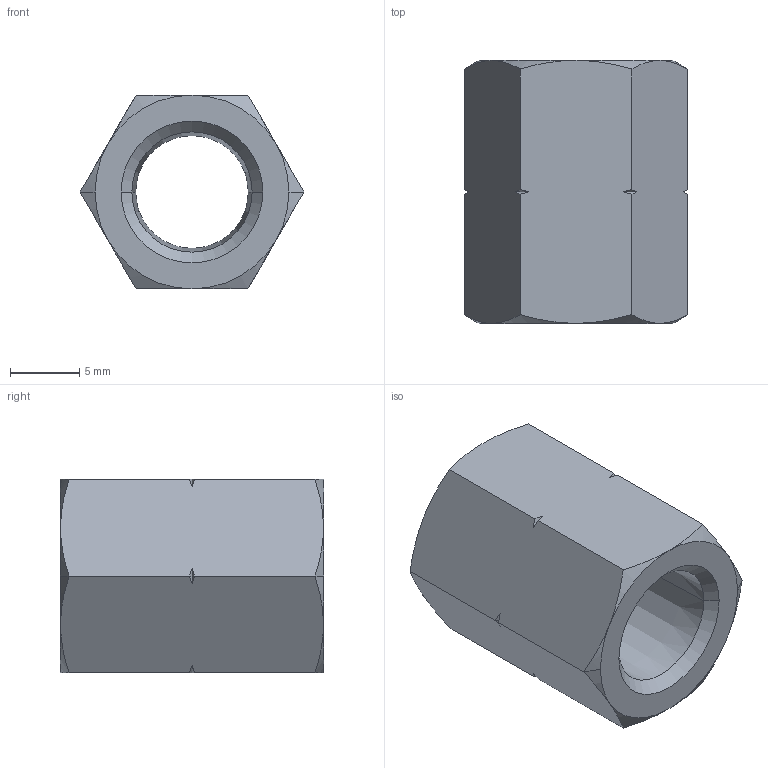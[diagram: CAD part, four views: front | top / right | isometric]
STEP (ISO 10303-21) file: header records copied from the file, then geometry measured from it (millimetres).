
FILE_DESCRIPTION(('STEP AP214'),'1');
FILE_NAME('1870_11_11.stp','2016-07-07T14:19:48',('TraceParts'),('TraceParts S.A.'),'Spatial InterOp 3D',' ',' ');
FILE_SCHEMA(('automotive_design'));
Length unit declared in the file: millimetre
Products named in the file (1): Solide1
Bounding box: 16.17 x 19 x 14 mm (x, y, z)
Volume: 2138.6 mm3; surface area: 1608 mm2
Topology: 1 solids, 1 shells, 48 faces, 110 edges, 64 vertices
Faces by surface type: cone 40, plane 8
Entity records: 1784 total; most frequent: CARTESIAN_POINT 391, ORIENTED_EDGE 220, DIRECTION 194, EDGE_CURVE 110, AXIS2_PLACEMENT_3D 83, VERTEX_POINT 64, EDGE_LOOP 50, STYLED_ITEM 49
